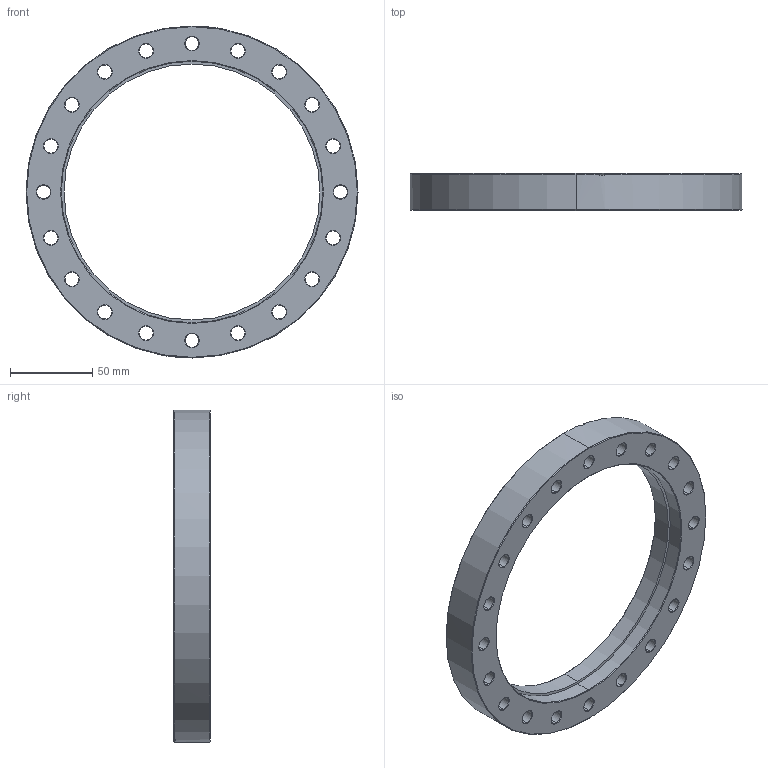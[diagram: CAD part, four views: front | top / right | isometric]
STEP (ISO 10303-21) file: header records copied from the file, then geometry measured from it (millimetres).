
FILE_DESCRIPTION (( 'STEP AP214' ), '1' );
FILE_NAME ('Hositrad_CF150-159-Weldflange.STEP', '2011-05-23T10:34:58', ( '' ), ( '' ), 'SwSTEP 2.0', 'SolidWorks 2011', '' );
FILE_SCHEMA (( 'AUTOMOTIVE_DESIGN' ));
Length unit declared in the file: millimetre
Products named in the file (1): Hositrad_CF150-159-Weldflange
Bounding box: 202.4 x 22.3 x 202.4 mm (x, y, z)
Volume: 253519.5 mm3; surface area: 60811.4 mm2
Topology: 1 solids, 1 shells, 152 faces, 356 edges, 207 vertices
Faces by surface type: cone 93, cylinder 48, plane 11
Entity records: 4451 total; most frequent: DIRECTION 855, CARTESIAN_POINT 728, ORIENTED_EDGE 712, EDGE_CURVE 356, AXIS2_PLACEMENT_3D 350, VERTEX_POINT 207, CIRCLE 197, EDGE_LOOP 195
